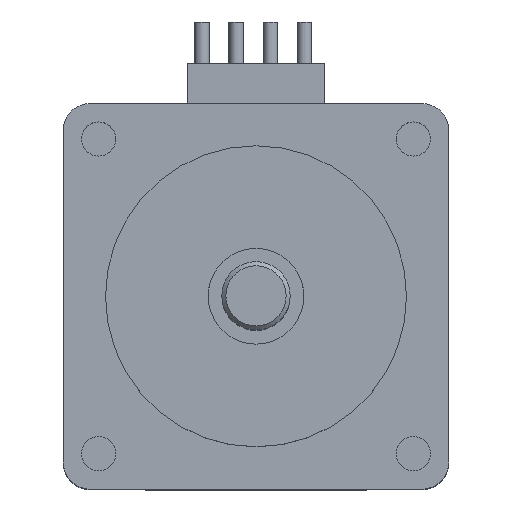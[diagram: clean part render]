
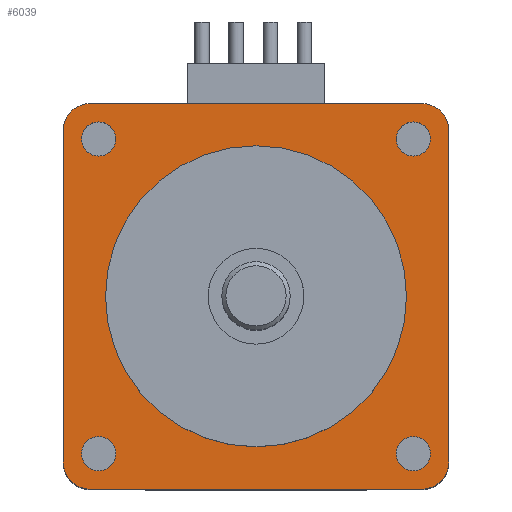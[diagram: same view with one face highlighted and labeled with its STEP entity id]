
A CAD part, top view. The second image highlights one B-rep face of the part: STEP entity #6039.
In plain terms, the highlighted planar face has unit normal (0, 0, 1).
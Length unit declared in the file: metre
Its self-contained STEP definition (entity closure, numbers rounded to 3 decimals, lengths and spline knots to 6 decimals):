
#484=CIRCLE('',#6748,0.002);
#486=CIRCLE('',#6752,0.002);
#488=CIRCLE('',#6756,0.002);
#490=CIRCLE('',#6760,0.002);
#491=CIRCLE('',#6763,0.011);
#492=CIRCLE('',#6764,0.00125);
#493=CIRCLE('',#6765,0.00125);
#494=CIRCLE('',#6766,0.00125);
#495=CIRCLE('',#6767,0.00125);
#2423=ORIENTED_EDGE('',*,*,#3298,.F.);
#2424=ORIENTED_EDGE('',*,*,#3319,.F.);
#2425=ORIENTED_EDGE('',*,*,#3316,.F.);
#2426=ORIENTED_EDGE('',*,*,#3313,.F.);
#2427=ORIENTED_EDGE('',*,*,#3310,.F.);
#2428=ORIENTED_EDGE('',*,*,#3307,.F.);
#2429=ORIENTED_EDGE('',*,*,#3304,.F.);
#2430=ORIENTED_EDGE('',*,*,#3301,.F.);
#2431=ORIENTED_EDGE('',*,*,#3320,.F.);
#2432=ORIENTED_EDGE('',*,*,#3321,.F.);
#2433=ORIENTED_EDGE('',*,*,#3322,.F.);
#2434=ORIENTED_EDGE('',*,*,#3323,.F.);
#2435=ORIENTED_EDGE('',*,*,#3324,.F.);
#3298=EDGE_CURVE('',#3818,#3819,#484,.T.);
#3301=EDGE_CURVE('',#3819,#3821,#4230,.T.);
#3304=EDGE_CURVE('',#3821,#3823,#486,.T.);
#3307=EDGE_CURVE('',#3823,#3825,#4234,.T.);
#3310=EDGE_CURVE('',#3825,#3827,#488,.T.);
#3313=EDGE_CURVE('',#3827,#3829,#4238,.T.);
#3316=EDGE_CURVE('',#3829,#3831,#490,.T.);
#3319=EDGE_CURVE('',#3831,#3818,#4242,.T.);
#3320=EDGE_CURVE('',#3832,#3832,#491,.T.);
#3321=EDGE_CURVE('',#3833,#3833,#492,.T.);
#3322=EDGE_CURVE('',#3834,#3834,#493,.T.);
#3323=EDGE_CURVE('',#3835,#3835,#494,.T.);
#3324=EDGE_CURVE('',#3836,#3836,#495,.T.);
#3818=VERTEX_POINT('',#11498);
#3819=VERTEX_POINT('',#11500);
#3821=VERTEX_POINT('',#11506);
#3823=VERTEX_POINT('',#11512);
#3825=VERTEX_POINT('',#11518);
#3827=VERTEX_POINT('',#11524);
#3829=VERTEX_POINT('',#11530);
#3831=VERTEX_POINT('',#11536);
#3832=VERTEX_POINT('',#11543);
#3833=VERTEX_POINT('',#11545);
#3834=VERTEX_POINT('',#11547);
#3835=VERTEX_POINT('',#11549);
#3836=VERTEX_POINT('',#11551);
#4230=LINE('',#11505,#4626);
#4234=LINE('',#11517,#4630);
#4238=LINE('',#11529,#4634);
#4242=LINE('',#11540,#4638);
#4626=VECTOR('',#8539,1.);
#4630=VECTOR('',#8551,1.);
#4634=VECTOR('',#8563,1.);
#4638=VECTOR('',#8575,1.);
#5060=EDGE_LOOP('',(#2423,#2424,#2425,#2426,#2427,#2428,#2429,#2430));
#5061=EDGE_LOOP('',(#2431));
#5062=EDGE_LOOP('',(#2432));
#5063=EDGE_LOOP('',(#2433));
#5064=EDGE_LOOP('',(#2434));
#5065=EDGE_LOOP('',(#2435));
#5516=FACE_BOUND('',#5060,.T.);
#5517=FACE_BOUND('',#5061,.T.);
#5518=FACE_BOUND('',#5062,.T.);
#5519=FACE_BOUND('',#5063,.T.);
#5520=FACE_BOUND('',#5064,.T.);
#5521=FACE_BOUND('',#5065,.T.);
#5646=PLANE('',#6762);
#6039=ADVANCED_FACE('',(#5516,#5517,#5518,#5519,#5520,#5521),#5646,.F.);
#6748=AXIS2_PLACEMENT_3D('',#11499,#8533,#8534);
#6752=AXIS2_PLACEMENT_3D('',#11511,#8545,#8546);
#6756=AXIS2_PLACEMENT_3D('',#11523,#8557,#8558);
#6760=AXIS2_PLACEMENT_3D('',#11535,#8569,#8570);
#6762=AXIS2_PLACEMENT_3D('',#11541,#8576,#8577);
#6763=AXIS2_PLACEMENT_3D('',#11542,#8578,#8579);
#6764=AXIS2_PLACEMENT_3D('',#11544,#8580,#8581);
#6765=AXIS2_PLACEMENT_3D('',#11546,#8582,#8583);
#6766=AXIS2_PLACEMENT_3D('',#11548,#8584,#8585);
#6767=AXIS2_PLACEMENT_3D('',#11550,#8586,#8587);
#8533=DIRECTION('',(0.,0.,-1.));
#8534=DIRECTION('',(1.,0.,0.));
#8539=DIRECTION('',(0.,-1.,0.));
#8545=DIRECTION('',(0.,0.,-1.));
#8546=DIRECTION('',(-1.,0.,0.));
#8551=DIRECTION('',(-1.,0.,0.));
#8557=DIRECTION('',(0.,0.,-1.));
#8558=DIRECTION('',(1.,0.,0.));
#8563=DIRECTION('',(0.,1.,0.));
#8569=DIRECTION('',(0.,0.,-1.));
#8570=DIRECTION('',(1.,0.,0.));
#8575=DIRECTION('',(1.,0.,0.));
#8576=DIRECTION('',(0.,0.,-1.));
#8577=DIRECTION('',(1.,0.,0.));
#8578=DIRECTION('',(0.,0.,1.));
#8579=DIRECTION('',(-1.,0.,0.));
#8580=DIRECTION('',(0.,0.,1.));
#8581=DIRECTION('',(-1.,0.,0.));
#8582=DIRECTION('',(0.,0.,1.));
#8583=DIRECTION('',(-1.,0.,0.));
#8584=DIRECTION('',(0.,0.,1.));
#8585=DIRECTION('',(-1.,0.,0.));
#8586=DIRECTION('',(0.,0.,1.));
#8587=DIRECTION('',(-1.,0.,0.));
#11498=CARTESIAN_POINT('',(0.0121,0.0141,-0.002));
#11499=CARTESIAN_POINT('',(0.0121,0.0121,-0.002));
#11500=CARTESIAN_POINT('',(0.0141,0.0121,-0.002));
#11505=CARTESIAN_POINT('',(0.0141,-0.0121,-0.002));
#11506=CARTESIAN_POINT('',(0.0141,-0.0121,-0.002));
#11511=CARTESIAN_POINT('',(0.0121,-0.0121,-0.002));
#11512=CARTESIAN_POINT('',(0.0121,-0.0141,-0.002));
#11517=CARTESIAN_POINT('',(-0.0121,-0.0141,-0.002));
#11518=CARTESIAN_POINT('',(-0.0121,-0.0141,-0.002));
#11523=CARTESIAN_POINT('',(-0.0121,-0.0121,-0.002));
#11524=CARTESIAN_POINT('',(-0.0141,-0.0121,-0.002));
#11529=CARTESIAN_POINT('',(-0.0141,-0.0121,-0.002));
#11530=CARTESIAN_POINT('',(-0.0141,0.0121,-0.002));
#11535=CARTESIAN_POINT('',(-0.0121,0.0121,-0.002));
#11536=CARTESIAN_POINT('',(-0.0121,0.0141,-0.002));
#11540=CARTESIAN_POINT('',(-0.0121,0.0141,-0.002));
#11541=CARTESIAN_POINT('',(0.0121,0.0121,-0.002));
#11542=CARTESIAN_POINT('',(0.,0.,-0.002));
#11543=CARTESIAN_POINT('',(-0.011,0.,-0.002));
#11544=CARTESIAN_POINT('',(-0.0115,-0.0115,-0.002));
#11545=CARTESIAN_POINT('',(-0.01275,-0.0115,-0.002));
#11546=CARTESIAN_POINT('',(-0.0115,0.0115,-0.002));
#11547=CARTESIAN_POINT('',(-0.01275,0.0115,-0.002));
#11548=CARTESIAN_POINT('',(0.0115,0.0115,-0.002));
#11549=CARTESIAN_POINT('',(0.01025,0.0115,-0.002));
#11550=CARTESIAN_POINT('',(0.0115,-0.0115,-0.002));
#11551=CARTESIAN_POINT('',(0.01025,-0.0115,-0.002));
